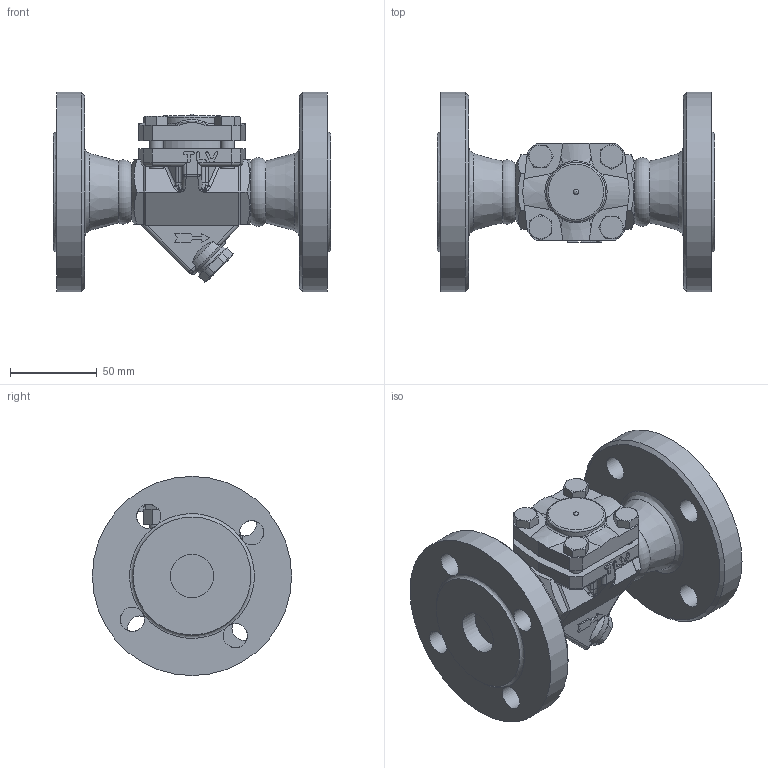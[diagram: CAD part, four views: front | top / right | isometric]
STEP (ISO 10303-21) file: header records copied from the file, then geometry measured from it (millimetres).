
FILE_DESCRIPTION((''),'2;1');
FILE_NAME('l32s0-025-e0025-00.stp','2010-01-18T13:13:55',('nakaot'),(''),'Autodesk Inventor 2008','Autodesk Inventor 2008','');
FILE_SCHEMA(('AUTOMOTIVE_DESIGN { 1 0 10303 214 1 1 1 1 }'));
Length unit declared in the file: millimetre
Products named in the file (1): l32s0-025-e0025-00
Bounding box: 160 x 115 x 115 mm (x, y, z)
Volume: 571215.9 mm3; surface area: 87219.2 mm2
Topology: 1 solids, 1 shells, 363 faces, 917 edges, 565 vertices
Faces by surface type: plane 171, cylinder 80, bspline 65, cone 35, sphere 9, torus 3
Full cylindrical faces by diameter (mm): 8 x8, 21 x1, 25 x2, 34 x1, 45.8 x1, 115 x2
Entity records: 12476 total; most frequent: CARTESIAN_POINT 4418, ORIENTED_EDGE 1700, DIRECTION 1587, EDGE_CURVE 850, AXIS2_PLACEMENT_3D 594, VERTEX_POINT 544, EDGE_LOOP 442, VECTOR 399
